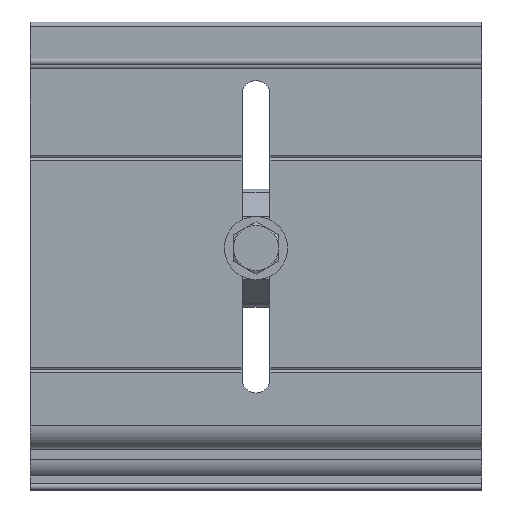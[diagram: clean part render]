
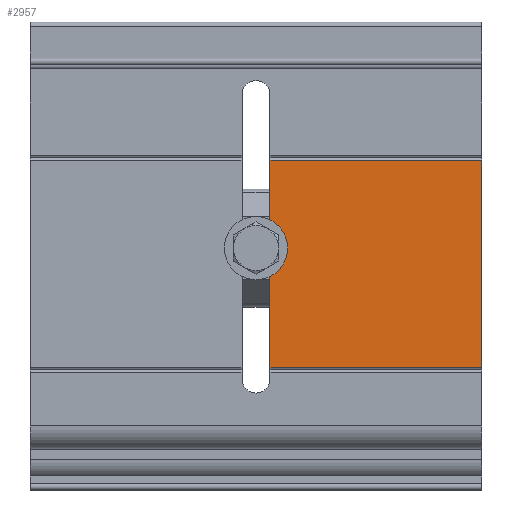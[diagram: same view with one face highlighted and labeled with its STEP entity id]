
A CAD part, top view. The second image highlights one B-rep face of the part: STEP entity #2957.
In plain terms, the highlighted planar face has unit normal (0, 0, 1).
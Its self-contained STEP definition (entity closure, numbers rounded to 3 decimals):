
#219=PLANE('',#3306);
#322=FACE_OUTER_BOUND('',#478,.T.);
#478=EDGE_LOOP('',(#2091,#2092,#2093,#2094));
#648=LINE('',#4447,#941);
#666=LINE('',#4486,#959);
#668=LINE('',#4490,#961);
#669=LINE('',#4491,#962);
#941=VECTOR('',#3592,10.);
#959=VECTOR('',#3624,10.);
#961=VECTOR('',#3628,10.);
#962=VECTOR('',#3629,10.);
#1341=VERTEX_POINT('',#4444);
#1342=VERTEX_POINT('',#4446);
#1356=VERTEX_POINT('',#4485);
#1357=VERTEX_POINT('',#4489);
#1627=EDGE_CURVE('',#1342,#1341,#648,.T.);
#1647=EDGE_CURVE('',#1356,#1342,#666,.T.);
#1649=EDGE_CURVE('',#1341,#1357,#668,.T.);
#1650=EDGE_CURVE('',#1357,#1356,#669,.T.);
#2091=ORIENTED_EDGE('',*,*,#1627,.T.);
#2092=ORIENTED_EDGE('',*,*,#1649,.T.);
#2093=ORIENTED_EDGE('',*,*,#1650,.T.);
#2094=ORIENTED_EDGE('',*,*,#1647,.T.);
#2957=ADVANCED_FACE('',(#322),#219,.T.);
#3306=AXIS2_PLACEMENT_3D('',#4488,#3626,#3627);
#3592=DIRECTION('',(0.,-1.,0.));
#3624=DIRECTION('',(-1.,0.,0.));
#3626=DIRECTION('center_axis',(0.,0.,1.));
#3627=DIRECTION('ref_axis',(1.,0.,0.));
#3628=DIRECTION('',(1.,0.,0.));
#3629=DIRECTION('',(0.,1.,0.));
#4444=CARTESIAN_POINT('',(-446.9,-71.98,0.));
#4446=CARTESIAN_POINT('',(-446.9,-26.02,0.));
#4447=CARTESIAN_POINT('',(-446.9,-81.75,0.));
#4485=CARTESIAN_POINT('',(-400.,-26.02,0.));
#4486=CARTESIAN_POINT('',(250.,-26.02,0.));
#4488=CARTESIAN_POINT('Origin',(0.,-89.,0.));
#4489=CARTESIAN_POINT('',(-400.,-71.98,0.));
#4490=CARTESIAN_POINT('',(250.,-71.98,0.));
#4491=CARTESIAN_POINT('',(-400.,-89.,0.));
